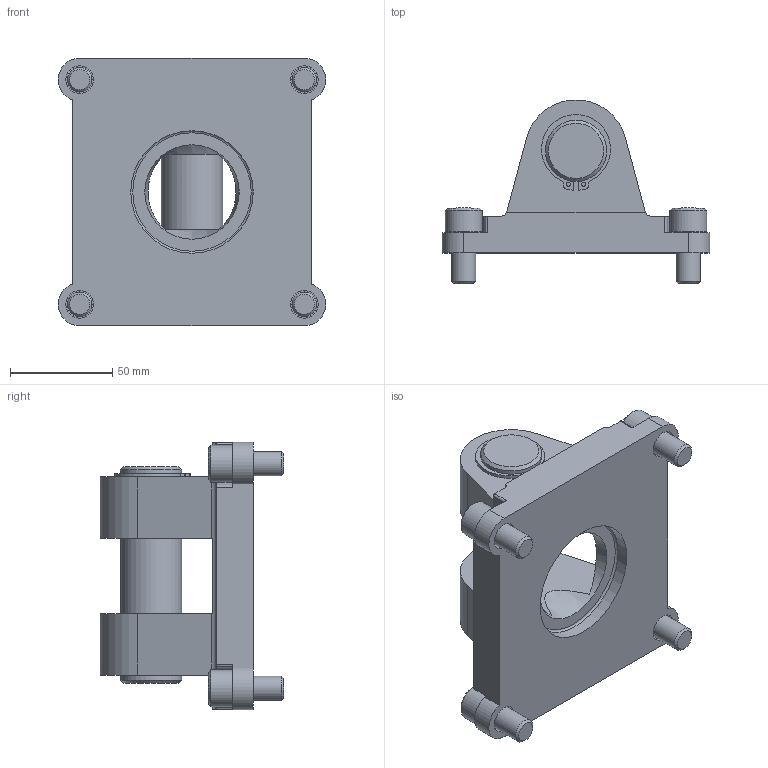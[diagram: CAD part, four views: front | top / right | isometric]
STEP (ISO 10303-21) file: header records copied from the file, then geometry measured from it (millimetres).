
FILE_DESCRIPTION(/* description */ ('STEP AP214'),/* implementation_level */ '2;1');
FILE_NAME(/* name */ '174389_SNC-125',/* time_stamp */ '2024-09-15T08:42:57+02:00',/* author */ ('License CC BY-ND 4.0'),/* organization */ ('CADENAS'),/* preprocessor_version */ 'ST-DEVELOPER v19.3',/* originating_system */ 'PARTsolutions',/* authorisation */ ' ');
FILE_SCHEMA (('AUTOMOTIVE_DESIGN {1 0 10303 214 3 1 1}'));
Length unit declared in the file: millimetre
Products named in the file (5): 174389 SNC-125; 174389 SNC-125---(F); 373505 BO- 30-094,0-DA; DIN471 - 30x1.5; DIN-912 - M12x25(F)
Assembly tree (7 placements, depth 2):
  174389 SNC-125
    174389 SNC-125---(F)
    373505 BO- 30-094,0-DA
    DIN471 - 30x1.5
    DIN-912 - M12x25(F)  x4
Bounding box: 130.93 x 89.9 x 131 mm (x, y, z)
Volume: 459688 mm3; surface area: 81220.8 mm2
Topology: 7 solids, 7 shells, 206 faces, 466 edges, 281 vertices
Faces by surface type: plane 106, cylinder 52, cone 47, torus 1
Full cylindrical faces by diameter (mm): 2 x2, 6 x1, 12 x4, 13.5 x4, 18 x4, 28.6 x1, 30 x4, 60 x1
Entity records: 3760 total; most frequent: CARTESIAN_POINT 695, DIRECTION 646, ORIENTED_EDGE 554, EDGE_CURVE 277, AXIS2_PLACEMENT_3D 250, VERTEX_POINT 192, FACE_BOUND 169, EDGE_LOOP 168
